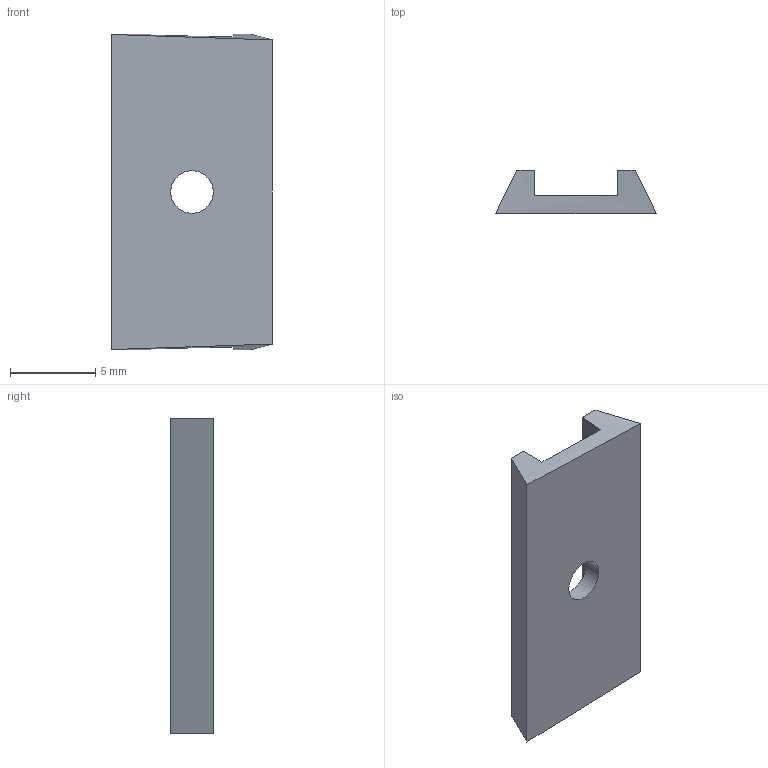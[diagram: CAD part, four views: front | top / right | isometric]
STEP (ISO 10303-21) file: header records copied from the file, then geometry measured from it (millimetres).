
FILE_DESCRIPTION(/* description */ (''),/* implementation_level */ '2;1');
FILE_NAME(/* name */ 'Encaixe Red Dot Taurus TS9 v3.step',/* time_stamp */ '2020-08-13T11:37:23-03:00',/* author */ (''),/* organization */ (''),/* preprocessor_version */ 'ST-DEVELOPER v18.1',/* originating_system */ 'Autodesk Translation Framework v9.3.0.1241',/* authorisation */ '');
FILE_SCHEMA (('AUTOMOTIVE_DESIGN { 1 0 10303 214 3 1 1 }'));
Length unit declared in the file: millimetre
Products named in the file (1): Adaptador Red Dot Taurus TS9
Bounding box: 9.45 x 2.55 x 18.5 mm (x, y, z)
Volume: 244.2 mm3; surface area: 484.5 mm2
Topology: 1 solids, 1 shells, 11 faces, 27 edges, 18 vertices
Faces by surface type: plane 8, bspline 2, cylinder 1
Full cylindrical faces by diameter (mm): 2.5 x1
Entity records: 397 total; most frequent: CARTESIAN_POINT 105, ORIENTED_EDGE 54, DIRECTION 43, EDGE_CURVE 27, LINE 19, VECTOR 19, VERTEX_POINT 18, EDGE_LOOP 13
